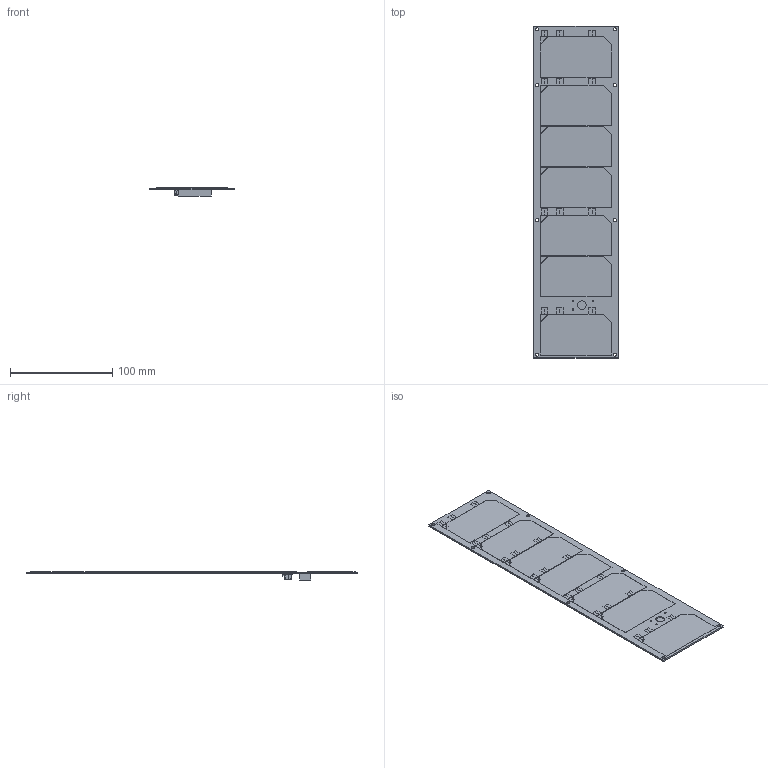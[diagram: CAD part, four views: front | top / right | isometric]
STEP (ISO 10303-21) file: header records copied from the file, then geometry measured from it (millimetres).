
FILE_DESCRIPTION(('Open CASCADE Model'),'2;1');
FILE_NAME('Open CASCADE Shape Model','2021-03-02T14:58:33',('Author'),( 'Open CASCADE'),'Open CASCADE STEP processor 6.8','Open CASCADE 6.8' ,'Unknown');
FILE_SCHEMA(('AUTOMOTIVE_DESIGN { 1 0 10303 214 1 1 1 1 }'));
Length unit declared in the file: millimetre
Products named in the file (1): PCB
Bounding box: 82.6 x 324.99 x 8 mm (x, y, z)
Volume: 47564.9 mm3; surface area: 97434.1 mm2
Topology: 46 solids, 46 shells, 881 faces, 2672 edges, 2220 vertices
Faces by surface type: plane 869, cylinder 12
Full cylindrical faces by diameter (mm): 1.6 x3, 3.2 x8, 8.6 x1
Entity records: 31887 total; most frequent: CARTESIAN_POINT 5774, ORIENTED_EDGE 4658, DIRECTION 4460, LINE 2648, VECTOR 2648, EDGE_CURVE 2329, VERTEX_POINT 1534, FACE_BOUND 957
